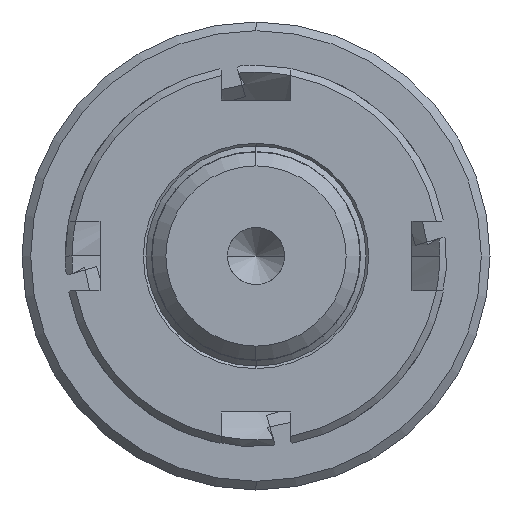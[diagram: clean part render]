
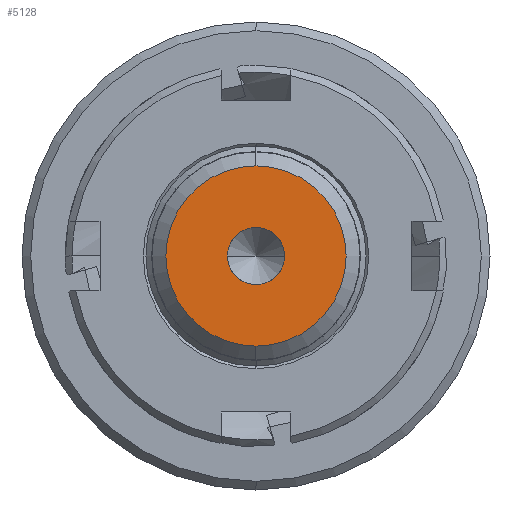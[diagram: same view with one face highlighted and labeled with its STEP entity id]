
A CAD part, left-side view. The second image highlights one B-rep face of the part: STEP entity #5128.
In plain terms, the highlighted planar face has unit normal (-1, 0, 0).
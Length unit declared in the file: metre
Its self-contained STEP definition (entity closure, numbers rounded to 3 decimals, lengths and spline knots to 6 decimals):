
#1421 = DIRECTION ( 'NONE',  ( 0., 0., 1. ) ) ;
#1422 = DIRECTION ( 'NONE',  ( -1., 0., 0. ) ) ;
#1423 = CARTESIAN_POINT ( 'NONE',  ( -0.03854, 0., 0. ) ) ;
#1748 = CARTESIAN_POINT ( 'NONE',  ( -0.03854, 0., 0. ) ) ;
#1755 = DIRECTION ( 'NONE',  ( 0., 0., -1. ) ) ;
#1756 = CARTESIAN_POINT ( 'NONE',  ( -0.03854, 0., 0. ) ) ;
#1757 = DIRECTION ( 'NONE',  ( -1., 0., 0. ) ) ;
#1765 = DIRECTION ( 'NONE',  ( 0., 0., 1. ) ) ;
#1789 = DIRECTION ( 'NONE',  ( -1., 0., 0. ) ) ;
#1818 = DIRECTION ( 'NONE',  ( 0., 0., -1. ) ) ;
#1821 = DIRECTION ( 'NONE',  ( -1., 0., 0. ) ) ;
#1822 = CARTESIAN_POINT ( 'NONE',  ( -0.03854, 0., 0. ) ) ;
#2824 = ORIENTED_EDGE ( 'NONE', *, *, #3020, .T. ) ;
#2826 = ORIENTED_EDGE ( 'NONE', *, *, #3022, .F. ) ;
#2828 = ORIENTED_EDGE ( 'NONE', *, *, #3006, .F. ) ;
#2829 = ORIENTED_EDGE ( 'NONE', *, *, #3017, .T. ) ;
#3006 = EDGE_CURVE ( 'NONE', #4149, #4148, #4794, .T. ) ;
#3017 = EDGE_CURVE ( 'NONE', #4145, #4204, #4818, .T. ) ;
#3020 = EDGE_CURVE ( 'NONE', #4204, #4145, #4823, .T. ) ;
#3022 = EDGE_CURVE ( 'NONE', #4148, #4149, #4810, .T. ) ;
#3828 = EDGE_LOOP ( 'NONE', ( #2826, #2828 ) ) ;
#3829 = EDGE_LOOP ( 'NONE', ( #2824, #2829 ) ) ;
#4145 = VERTEX_POINT ( 'NONE', #6004 ) ;
#4148 = VERTEX_POINT ( 'NONE', #6007 ) ;
#4149 = VERTEX_POINT ( 'NONE', #6008 ) ;
#4204 = VERTEX_POINT ( 'NONE', #6063 ) ;
#4794 = CIRCLE ( 'NONE', #4808, 0.00165 ) ;
#4808 = AXIS2_PLACEMENT_3D ( 'NONE', #1423, #1422, #1421 ) ;
#4810 = CIRCLE ( 'NONE', #4829, 0.00165 ) ;
#4818 = CIRCLE ( 'NONE', #4820, 0.0052 ) ;
#4820 = AXIS2_PLACEMENT_3D ( 'NONE', #1822, #1821, #1818 ) ;
#4823 = CIRCLE ( 'NONE', #4825, 0.0052 ) ;
#4825 = AXIS2_PLACEMENT_3D ( 'NONE', #1756, #1757, #1755 ) ;
#4829 = AXIS2_PLACEMENT_3D ( 'NONE', #1748, #1789, #1765 ) ;
#5104 = AXIS2_PLACEMENT_3D ( 'NONE', #6189, #6190, #6191 ) ;
#5128 = ADVANCED_FACE ( 'NONE', ( #5356, #5357 ), #6188, .F. ) ;
#5356 = FACE_BOUND ( 'NONE', #3828, .T. ) ;
#5357 = FACE_OUTER_BOUND ( 'NONE', #3829, .T. ) ;
#6004 = CARTESIAN_POINT ( 'NONE',  ( -0.03854, 0., 0.0052 ) ) ;
#6007 = CARTESIAN_POINT ( 'NONE',  ( -0.03854, 0., 0.00165 ) ) ;
#6008 = CARTESIAN_POINT ( 'NONE',  ( -0.03854, 0., -0.00165 ) ) ;
#6063 = CARTESIAN_POINT ( 'NONE',  ( -0.03854, 0., -0.0052 ) ) ;
#6188 = PLANE ( 'NONE',  #5104 ) ;
#6189 = CARTESIAN_POINT ( 'NONE',  ( -0.03854, -0.005262, 0.005262 ) ) ;
#6190 = DIRECTION ( 'NONE',  ( 1., 0., 0. ) ) ;
#6191 = DIRECTION ( 'NONE',  ( 0., 0., -1. ) ) ;
